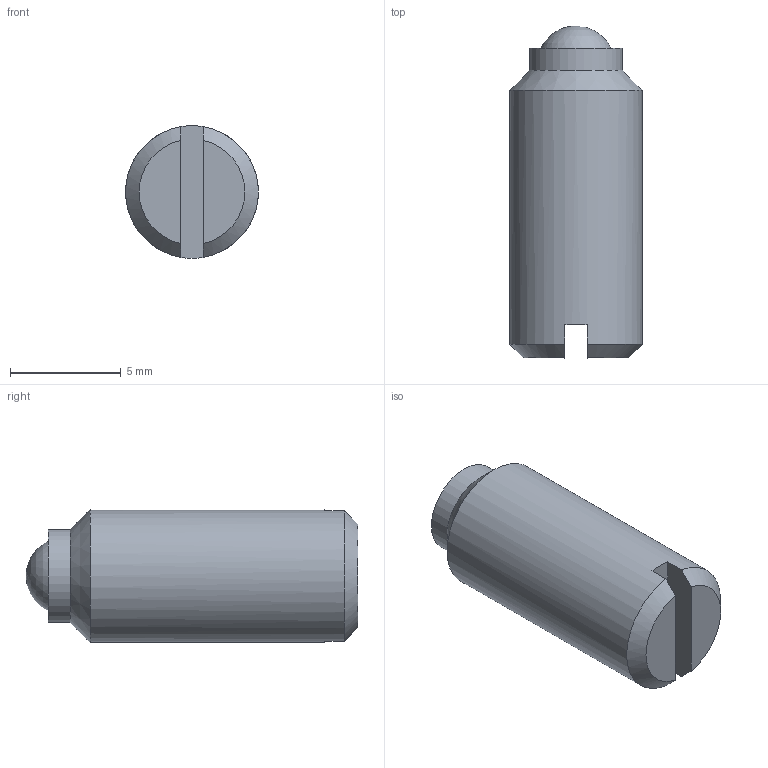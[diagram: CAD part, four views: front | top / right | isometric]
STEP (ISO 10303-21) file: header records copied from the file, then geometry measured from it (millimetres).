
FILE_DESCRIPTION( ( 'STEP AP214' ), '1' );
FILE_NAME( 'K0310.206__0_.stp', '2020-12-02T10:29:31', ( '' ), ( '' ), ' ', 'PARTsolutions', ' ' );
FILE_SCHEMA( ( 'AUTOMOTIVE_DESIGN { 1 0 10303 214 1 1 1 1 }' ) );
Length unit declared in the file: millimetre
Products named in the file (1): HI_K0310.206_(0)
Bounding box: 6 x 15 x 6 mm (x, y, z)
Volume: 351.8 mm3; surface area: 379.8 mm2
Topology: 1 solids, 2 shells, 16 faces, 38 edges, 25 vertices
Faces by surface type: plane 7, cylinder 4, cone 3, sphere 2
Full cylindrical faces by diameter (mm): 3.48 x2, 4.2 x1, 6 x1
Entity records: 532 total; most frequent: CARTESIAN_POINT 75, DIRECTION 68, ORIENTED_EDGE 50, AXIS2_PLACEMENT_3D 30, EDGE_CURVE 25, EDGE_LOOP 22, VERTEX_POINT 21, FACE_OUTER_BOUND 20
